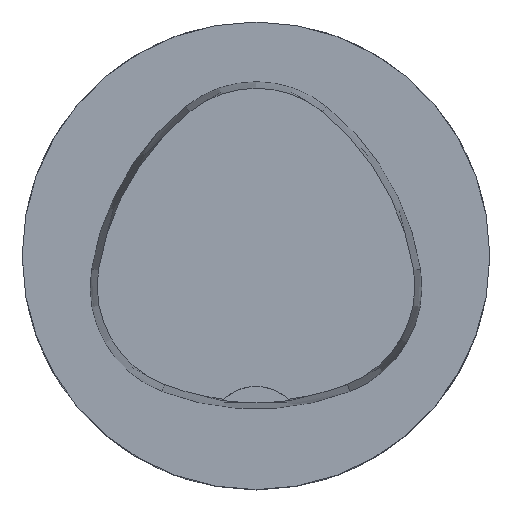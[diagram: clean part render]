
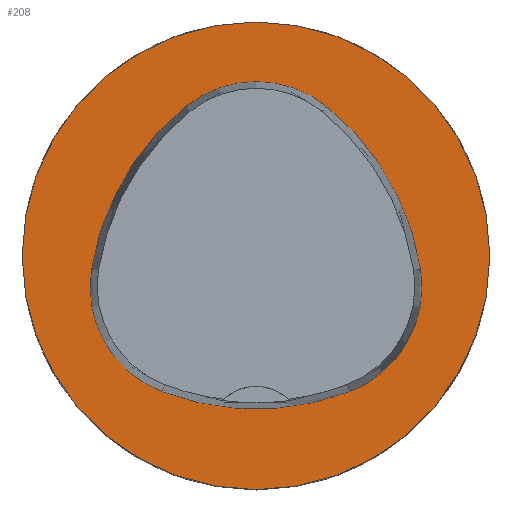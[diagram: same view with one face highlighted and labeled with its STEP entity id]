
A CAD part, top view. The second image highlights one B-rep face of the part: STEP entity #208.
In plain terms, the highlighted planar face has unit normal (0, 0, 1).
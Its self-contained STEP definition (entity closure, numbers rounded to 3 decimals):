
#208=ADVANCED_FACE('',(#397,#398),#247,.T.);
#247=PLANE('',#1155);
#397=FACE_BOUND('',#453,.T.);
#398=FACE_BOUND('',#454,.T.);
#453=EDGE_LOOP('',(#640,#641,#642,#643,#644,#645));
#454=EDGE_LOOP('',(#646));
#640=ORIENTED_EDGE('',*,*,#924,.T.);
#641=ORIENTED_EDGE('',*,*,#904,.T.);
#642=ORIENTED_EDGE('',*,*,#908,.T.);
#643=ORIENTED_EDGE('',*,*,#911,.T.);
#644=ORIENTED_EDGE('',*,*,#914,.T.);
#645=ORIENTED_EDGE('',*,*,#922,.T.);
#646=ORIENTED_EDGE('',*,*,#895,.F.);
#794=VERTEX_POINT('',#1808);
#803=VERTEX_POINT('',#1827);
#804=VERTEX_POINT('',#1828);
#807=VERTEX_POINT('',#1836);
#809=VERTEX_POINT('',#1842);
#811=VERTEX_POINT('',#1848);
#818=VERTEX_POINT('',#1869);
#895=EDGE_CURVE('',#794,#794,#975,.T.);
#904=EDGE_CURVE('',#803,#804,#976,.T.);
#908=EDGE_CURVE('',#804,#807,#978,.T.);
#911=EDGE_CURVE('',#807,#809,#980,.T.);
#914=EDGE_CURVE('',#809,#811,#982,.T.);
#922=EDGE_CURVE('',#811,#818,#986,.T.);
#924=EDGE_CURVE('',#818,#803,#988,.T.);
#975=CIRCLE('',#1127,25.);
#976=CIRCLE('',#1133,28.);
#978=CIRCLE('',#1136,12.);
#980=CIRCLE('',#1139,28.);
#982=CIRCLE('',#1142,12.);
#986=CIRCLE('',#1147,28.);
#988=CIRCLE('',#1150,12.);
#1127=AXIS2_PLACEMENT_3D('',#1807,#1331,#1332);
#1133=AXIS2_PLACEMENT_3D('',#1826,#1347,#1348);
#1136=AXIS2_PLACEMENT_3D('',#1835,#1355,#1356);
#1139=AXIS2_PLACEMENT_3D('',#1841,#1362,#1363);
#1142=AXIS2_PLACEMENT_3D('',#1847,#1369,#1370);
#1147=AXIS2_PLACEMENT_3D('',#1870,#1381,#1382);
#1150=AXIS2_PLACEMENT_3D('',#1873,#1387,#1388);
#1155=AXIS2_PLACEMENT_3D('',#1878,#1397,#1398);
#1331=DIRECTION('',(0.,0.,-1.));
#1332=DIRECTION('',(-1.,0.,0.));
#1347=DIRECTION('',(0.,0.,-1.));
#1348=DIRECTION('',(-1.,0.,0.));
#1355=DIRECTION('',(0.,0.,-1.));
#1356=DIRECTION('',(-1.,0.,0.));
#1362=DIRECTION('',(0.,0.,-1.));
#1363=DIRECTION('',(-1.,0.,0.));
#1369=DIRECTION('',(0.,0.,-1.));
#1370=DIRECTION('',(-1.,0.,0.));
#1381=DIRECTION('',(0.,0.,-1.));
#1382=DIRECTION('',(-1.,0.,0.));
#1387=DIRECTION('',(0.,0.,-1.));
#1388=DIRECTION('',(-1.,0.,0.));
#1397=DIRECTION('',(0.,0.,1.));
#1398=DIRECTION('',(1.,0.,0.));
#1807=CARTESIAN_POINT('',(0.,0.,0.));
#1808=CARTESIAN_POINT('',(-25.,0.,0.));
#1826=CARTESIAN_POINT('',(10.068,-5.824,0.));
#1827=CARTESIAN_POINT('',(-17.584,-1.424,0.));
#1828=CARTESIAN_POINT('',(-7.531,15.953,0.));
#1835=CARTESIAN_POINT('',(0.011,6.62,0.));
#1836=CARTESIAN_POINT('',(7.567,15.942,0.));
#1841=CARTESIAN_POINT('',(-10.063,-5.81,0.));
#1842=CARTESIAN_POINT('',(17.59,-1.418,0.));
#1847=CARTESIAN_POINT('',(5.739,-3.3,0.));
#1848=CARTESIAN_POINT('',(10.05,-14.499,0.));
#1869=CARTESIAN_POINT('',(-10.025,-14.516,0.));
#1870=CARTESIAN_POINT('',(-0.01,11.631,0.));
#1873=CARTESIAN_POINT('',(-5.733,-3.31,0.));
#1878=CARTESIAN_POINT('',(0.,0.,0.));
